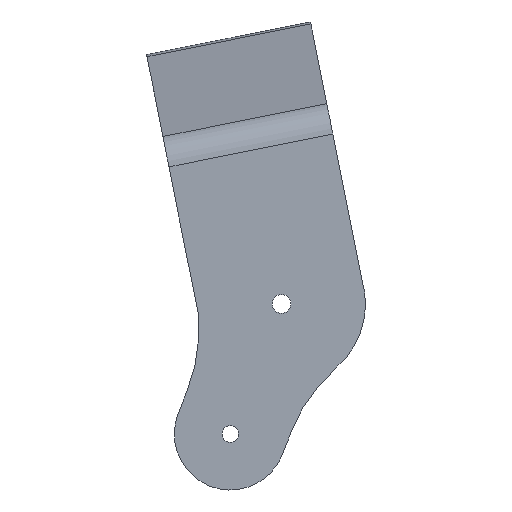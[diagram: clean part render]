
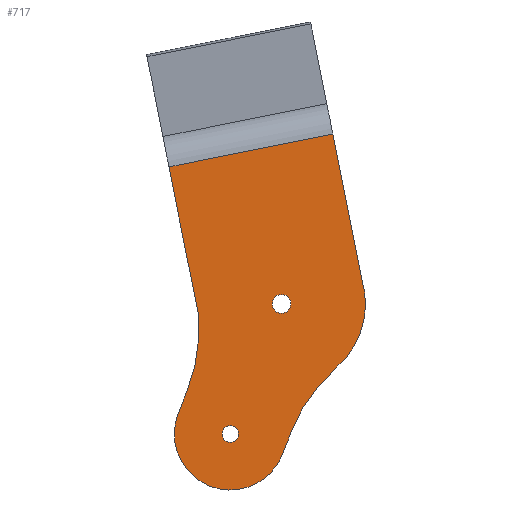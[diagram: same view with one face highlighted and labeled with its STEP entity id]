
A CAD part, left-side view. The second image highlights one B-rep face of the part: STEP entity #717.
In plain terms, the highlighted planar face has unit normal (-1, 0, 0).
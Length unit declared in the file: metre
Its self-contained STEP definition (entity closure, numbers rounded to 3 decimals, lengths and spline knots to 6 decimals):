
#32=PLANE('',#809);
#66=CIRCLE('',#790,0.012123);
#69=CIRCLE('',#795,0.008082);
#71=CIRCLE('',#799,0.024245);
#72=CIRCLE('',#801,0.001191);
#74=CIRCLE('',#804,0.001353);
#77=CIRCLE('',#808,0.024245);
#230=ORIENTED_EDGE('',*,*,#368,.T.);
#231=ORIENTED_EDGE('',*,*,#366,.T.);
#232=ORIENTED_EDGE('',*,*,#356,.F.);
#233=ORIENTED_EDGE('',*,*,#371,.F.);
#234=ORIENTED_EDGE('',*,*,#351,.F.);
#235=ORIENTED_EDGE('',*,*,#331,.F.);
#236=ORIENTED_EDGE('',*,*,#372,.T.);
#237=ORIENTED_EDGE('',*,*,#316,.T.);
#238=ORIENTED_EDGE('',*,*,#365,.F.);
#239=ORIENTED_EDGE('',*,*,#362,.T.);
#240=ORIENTED_EDGE('',*,*,#359,.F.);
#316=EDGE_CURVE('',#409,#408,#470,.T.);
#331=EDGE_CURVE('',#422,#423,#477,.T.);
#351=EDGE_CURVE('',#423,#434,#66,.T.);
#356=EDGE_CURVE('',#438,#439,#494,.T.);
#359=EDGE_CURVE('',#439,#441,#69,.T.);
#362=EDGE_CURVE('',#443,#441,#498,.T.);
#365=EDGE_CURVE('',#443,#408,#71,.F.);
#366=EDGE_CURVE('',#444,#444,#72,.T.);
#368=EDGE_CURVE('',#446,#446,#74,.T.);
#371=EDGE_CURVE('',#434,#438,#77,.F.);
#372=EDGE_CURVE('',#422,#409,#500,.F.);
#408=VERTEX_POINT('',#1116);
#409=VERTEX_POINT('',#1118);
#422=VERTEX_POINT('',#1146);
#423=VERTEX_POINT('',#1148);
#434=VERTEX_POINT('',#1188);
#438=VERTEX_POINT('',#1197);
#439=VERTEX_POINT('',#1199);
#441=VERTEX_POINT('',#1205);
#443=VERTEX_POINT('',#1211);
#444=VERTEX_POINT('',#1218);
#446=VERTEX_POINT('',#1223);
#470=LINE('',#1117,#528);
#477=LINE('',#1147,#535);
#494=LINE('',#1198,#552);
#498=LINE('',#1210,#556);
#500=LINE('',#1230,#558);
#528=VECTOR('',#896,1.);
#535=VECTOR('',#921,1.);
#552=VECTOR('',#974,1.);
#556=VECTOR('',#986,1.);
#558=VECTOR('',#1014,1.);
#602=EDGE_LOOP('',(#230));
#603=EDGE_LOOP('',(#231));
#604=EDGE_LOOP('',(#232,#233,#234,#235,#236,#237,#238,#239,#240));
#654=FACE_BOUND('',#602,.T.);
#655=FACE_BOUND('',#603,.T.);
#656=FACE_BOUND('',#604,.T.);
#717=ADVANCED_FACE('',(#654,#655,#656),#32,.T.);
#790=AXIS2_PLACEMENT_3D('',#1187,#965,#966);
#795=AXIS2_PLACEMENT_3D('',#1204,#980,#981);
#799=AXIS2_PLACEMENT_3D('',#1215,#992,#993);
#801=AXIS2_PLACEMENT_3D('',#1217,#996,#997);
#804=AXIS2_PLACEMENT_3D('',#1222,#1002,#1003);
#808=AXIS2_PLACEMENT_3D('',#1228,#1010,#1011);
#809=AXIS2_PLACEMENT_3D('',#1229,#1012,#1013);
#896=DIRECTION('',(0.,-0.196,-0.981));
#921=DIRECTION('',(0.,-0.196,-0.981));
#965=DIRECTION('',(1.,0.,0.));
#966=DIRECTION('',(0.,0.156,-0.988));
#974=DIRECTION('',(0.,0.367,-0.93));
#980=DIRECTION('',(1.,0.,0.));
#981=DIRECTION('',(0.,1.,0.));
#986=DIRECTION('',(0.,0.367,-0.93));
#992=DIRECTION('',(1.,0.,0.));
#993=DIRECTION('',(0.,0.156,-0.988));
#996=DIRECTION('',(1.,0.,0.));
#997=DIRECTION('',(0.,1.,0.));
#1002=DIRECTION('',(1.,0.,0.));
#1003=DIRECTION('',(0.,1.,0.));
#1010=DIRECTION('',(1.,0.,0.));
#1011=DIRECTION('',(0.,0.156,-0.988));
#1012=DIRECTION('',(-1.,0.,0.));
#1013=DIRECTION('',(0.,1.,0.));
#1014=DIRECTION('',(0.,-0.981,0.196));
#1116=CARTESIAN_POINT('',(-0.04243,0.313057,0.120277));
#1117=CARTESIAN_POINT('',(-0.04243,0.31418,0.125902));
#1118=CARTESIAN_POINT('',(-0.04243,0.317253,0.141295));
#1146=CARTESIAN_POINT('',(-0.04243,0.293587,0.146019));
#1147=CARTESIAN_POINT('',(-0.04243,0.290514,0.130626));
#1148=CARTESIAN_POINT('',(-0.04243,0.289391,0.125002));
#1187=CARTESIAN_POINT('',(-0.04243,0.300996,0.121495));
#1188=CARTESIAN_POINT('',(-0.04243,0.293005,0.112379));
#1197=CARTESIAN_POINT('',(-0.04243,0.299583,0.103031));
#1198=CARTESIAN_POINT('',(-0.04243,0.311248,0.073416));
#1199=CARTESIAN_POINT('',(-0.04243,0.300881,0.099735));
#1204=CARTESIAN_POINT('',(-0.04243,0.308401,0.102697));
#1205=CARTESIAN_POINT('',(-0.04243,0.31592,0.105659));
#1210=CARTESIAN_POINT('',(-0.04243,0.326287,0.07934));
#1211=CARTESIAN_POINT('',(-0.04243,0.314622,0.108955));
#1215=CARTESIAN_POINT('',(-0.04243,0.33718,0.117841));
#1217=CARTESIAN_POINT('',(-0.04243,0.308401,0.102697));
#1218=CARTESIAN_POINT('',(-0.04243,0.309592,0.102697));
#1222=CARTESIAN_POINT('',(-0.04243,0.300996,0.121495));
#1223=CARTESIAN_POINT('',(-0.04243,0.302348,0.121495));
#1228=CARTESIAN_POINT('',(-0.04243,0.277024,0.094145));
#1229=CARTESIAN_POINT('',(-0.04243,0.318768,0.076378));
#1230=CARTESIAN_POINT('',(-0.04243,0.30542,0.143657));
